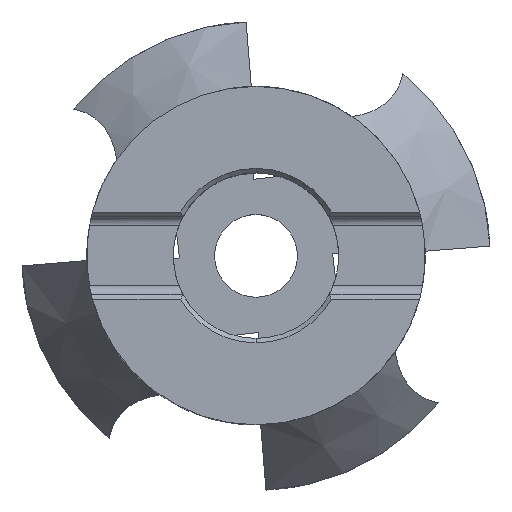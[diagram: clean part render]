
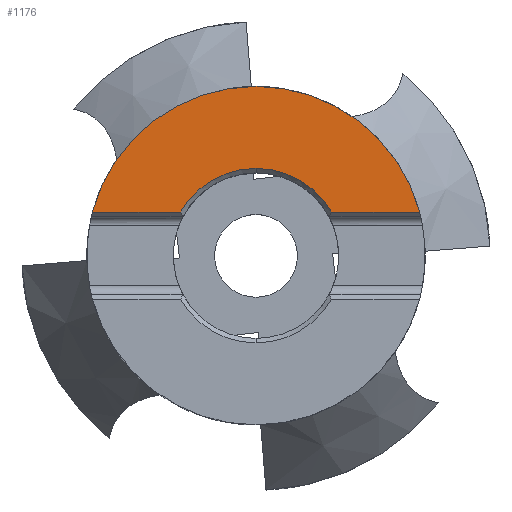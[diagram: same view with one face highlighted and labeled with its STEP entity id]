
A CAD part, top view. The second image highlights one B-rep face of the part: STEP entity #1176.
In plain terms, the highlighted planar face has unit normal (0, 0, 1).
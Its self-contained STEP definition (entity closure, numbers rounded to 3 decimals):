
#652=EDGE_CURVE('',#1574,#1554,#1851,.T.);
#658=EDGE_CURVE('',#1554,#1200,#1857,.T.);
#764=VERTEX_POINT('',#1968);
#828=EDGE_CURVE('',#1570,#1574,#2039,.T.);
#894=EDGE_CURVE('',#1686,#764,#2110,.T.);
#992=EDGE_CURVE('',#764,#1200,#2217,.T.);
#1176=ADVANCED_FACE('',(#2421),#2422,.T.);
#1200=VERTEX_POINT('',#2447);
#1350=EDGE_CURVE('',#1686,#1570,#2607,.T.);
#1554=VERTEX_POINT('',#2828);
#1570=VERTEX_POINT('',#2846);
#1574=VERTEX_POINT('',#2850);
#1686=VERTEX_POINT('',#2974);
#1851=CIRCLE('',#3181,11.6);
#1857=LINE('',#3203,#3204);
#1968=CARTESIAN_POINT('',(0.,22.5,0.0));
#2039=CIRCLE('',#3621,11.6);
#2110=CIRCLE('',#3755,22.5);
#2217=CIRCLE('',#3932,22.5);
#2421=FACE_OUTER_BOUND('',#4367,.T.);
#2422=PLANE('',#4368);
#2447=CARTESIAN_POINT('',(21.74,5.8,0.0));
#2607=LINE('',#4777,#4778);
#2828=CARTESIAN_POINT('',(10.046,5.8,0.));
#2846=CARTESIAN_POINT('',(-10.046,5.8,0.));
#2850=CARTESIAN_POINT('',(0.,11.6,0.0));
#2974=CARTESIAN_POINT('',(-21.74,5.8,0.0));
#3181=AXIS2_PLACEMENT_3D('',#5858,#5859,#5860);
#3203=CARTESIAN_POINT('',(11.25,5.8,0.0));
#3204=VECTOR('',#5864,1.0);
#3621=AXIS2_PLACEMENT_3D('',#6039,#6040,#6041);
#3755=AXIS2_PLACEMENT_3D('',#6115,#6116,#6117);
#3932=AXIS2_PLACEMENT_3D('',#6262,#6263,#6264);
#4367=EDGE_LOOP('',(#6539,#6540,#6541,#6542,#6543,#6544));
#4368=AXIS2_PLACEMENT_3D('',#6545,#6546,#6547);
#4777=CARTESIAN_POINT('',(11.25,5.8,0.0));
#4778=VECTOR('',#6703,1.0);
#5858=CARTESIAN_POINT('',(0.0,0.0,0.0));
#5859=DIRECTION('',(-0.0,0.0,-1.0));
#5860=DIRECTION('',(0.0,1.0,0.0));
#5864=DIRECTION('',(1.0,0.0,0.0));
#6039=CARTESIAN_POINT('',(0.0,0.0,0.0));
#6040=DIRECTION('',(-0.0,0.0,-1.0));
#6041=DIRECTION('',(0.0,1.0,0.0));
#6115=CARTESIAN_POINT('',(0.0,0.0,0.0));
#6116=DIRECTION('',(0.0,0.0,-1.0));
#6117=DIRECTION('',(0.0,1.0,0.0));
#6262=CARTESIAN_POINT('',(0.0,0.0,0.0));
#6263=DIRECTION('',(0.0,0.0,-1.0));
#6264=DIRECTION('',(0.0,1.0,0.0));
#6539=ORIENTED_EDGE('',*,*,#1350,.T.);
#6540=ORIENTED_EDGE('',*,*,#828,.T.);
#6541=ORIENTED_EDGE('',*,*,#652,.T.);
#6542=ORIENTED_EDGE('',*,*,#658,.T.);
#6543=ORIENTED_EDGE('',*,*,#992,.F.);
#6544=ORIENTED_EDGE('',*,*,#894,.F.);
#6545=CARTESIAN_POINT('',(0.0,11.25,0.0));
#6546=DIRECTION('',(-0.0,0.0,1.0));
#6547=DIRECTION('',(0.0,-1.0,0.0));
#6703=DIRECTION('',(1.0,0.0,0.0));
